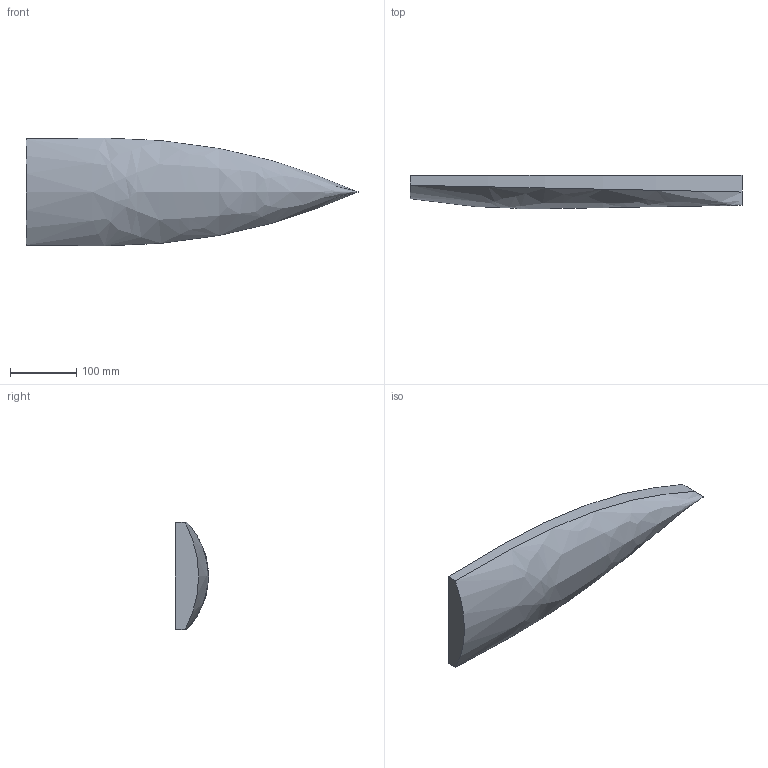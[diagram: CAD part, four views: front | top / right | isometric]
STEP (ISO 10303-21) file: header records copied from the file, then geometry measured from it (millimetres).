
FILE_DESCRIPTION (( 'STEP AP203' ), '1' );
FILE_NAME ('Boat3.STEP', '2019-02-09T06:00:47', ( '' ), ( '' ), 'SwSTEP 2.0', 'SolidWorks 2018', '' );
FILE_SCHEMA (( 'CONFIG_CONTROL_DESIGN' ));
Length unit declared in the file: millimetre
Products named in the file (1): Boat3
Bounding box: 499.9 x 50.01 x 162.53 mm (x, y, z)
Volume: 2321393.8 mm3; surface area: 155529.6 mm2
Topology: 1 solids, 1 shells, 6 faces, 12 edges, 8 vertices
Faces by surface type: plane 3, bspline 3
Entity records: 370 total; most frequent: CARTESIAN_POINT 182, ORIENTED_EDGE 24, DIRECTION 16, EDGE_CURVE 12, PERSON_AND_ORGANIZATION 8, VERTEX_POINT 8, VECTOR 6, EDGE_LOOP 6
